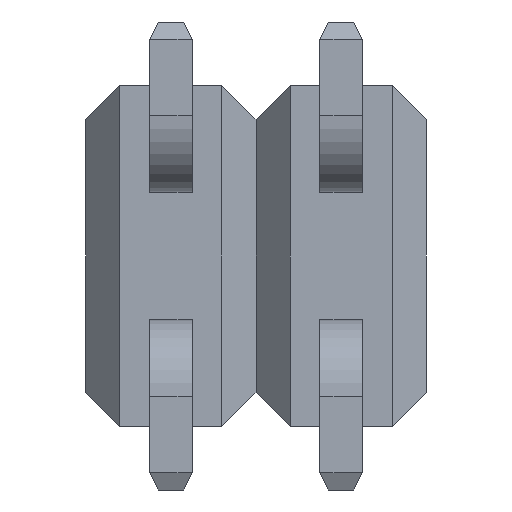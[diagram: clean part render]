
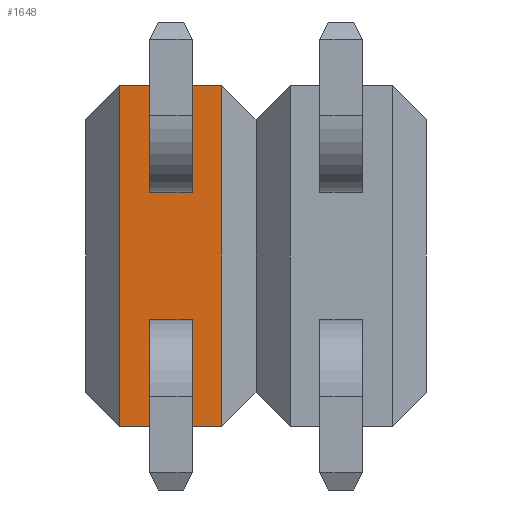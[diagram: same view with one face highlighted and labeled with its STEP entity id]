
A CAD part, front view. The second image highlights one B-rep face of the part: STEP entity #1648.
In plain terms, the highlighted planar face has unit normal (0, -1, 0).
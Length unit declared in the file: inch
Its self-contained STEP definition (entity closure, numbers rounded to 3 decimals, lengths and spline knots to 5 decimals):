
#13=DIRECTION('',(1.,0.,0.));
#14=VECTOR('',#13,0.06);
#15=CARTESIAN_POINT('',(-0.08,-0.045,-0.1));
#16=LINE('',#15,#14);
#149=DIRECTION('',(1.,0.,0.));
#150=VECTOR('',#149,0.06);
#151=CARTESIAN_POINT('',(-0.08,-0.045,0.1));
#152=LINE('',#151,#150);
#197=DIRECTION('',(0.,0.,1.));
#198=VECTOR('',#197,0.2);
#199=CARTESIAN_POINT('',(-0.02,-0.045,-0.1));
#200=LINE('',#199,#198);
#201=DIRECTION('',(0.,0.,1.));
#202=VECTOR('',#201,0.2);
#203=CARTESIAN_POINT('',(-0.08,-0.045,-0.1));
#204=LINE('',#203,#202);
#241=DIRECTION('',(0.,0.,1.));
#242=VECTOR('',#241,0.025);
#243=CARTESIAN_POINT('',(-0.0625,-0.045,-0.0625));
#244=LINE('',#243,#242);
#245=DIRECTION('',(1.,0.,0.));
#246=VECTOR('',#245,0.025);
#247=CARTESIAN_POINT('',(-0.0625,-0.045,-0.0625));
#248=LINE('',#247,#246);
#249=DIRECTION('',(0.,0.,1.));
#250=VECTOR('',#249,0.025);
#251=CARTESIAN_POINT('',(-0.0375,-0.045,-0.0625));
#252=LINE('',#251,#250);
#253=DIRECTION('',(1.,0.,0.));
#254=VECTOR('',#253,0.025);
#255=CARTESIAN_POINT('',(-0.0625,-0.045,-0.0375));
#256=LINE('',#255,#254);
#257=DIRECTION('',(0.,0.,1.));
#258=VECTOR('',#257,0.025);
#259=CARTESIAN_POINT('',(-0.0625,-0.045,0.0375));
#260=LINE('',#259,#258);
#261=DIRECTION('',(1.,0.,0.));
#262=VECTOR('',#261,0.025);
#263=CARTESIAN_POINT('',(-0.0625,-0.045,0.0375));
#264=LINE('',#263,#262);
#265=DIRECTION('',(0.,0.,1.));
#266=VECTOR('',#265,0.025);
#267=CARTESIAN_POINT('',(-0.0375,-0.045,0.0375));
#268=LINE('',#267,#266);
#269=DIRECTION('',(1.,0.,0.));
#270=VECTOR('',#269,0.025);
#271=CARTESIAN_POINT('',(-0.0625,-0.045,0.0625));
#272=LINE('',#271,#270);
#1065=CARTESIAN_POINT('',(-0.08,-0.045,-0.1));
#1066=CARTESIAN_POINT('',(-0.08,-0.045,0.1));
#1067=VERTEX_POINT('',#1065);
#1068=VERTEX_POINT('',#1066);
#1101=CARTESIAN_POINT('',(-0.02,-0.045,-0.1));
#1102=VERTEX_POINT('',#1101);
#1107=CARTESIAN_POINT('',(-0.02,-0.045,0.1));
#1108=VERTEX_POINT('',#1107);
#1209=CARTESIAN_POINT('',(-0.0625,-0.045,-0.0625));
#1210=CARTESIAN_POINT('',(-0.0625,-0.045,-0.0375));
#1211=VERTEX_POINT('',#1209);
#1212=VERTEX_POINT('',#1210);
#1213=CARTESIAN_POINT('',(-0.0625,-0.045,0.0375));
#1214=CARTESIAN_POINT('',(-0.0625,-0.045,0.0625));
#1215=VERTEX_POINT('',#1213);
#1216=VERTEX_POINT('',#1214);
#1217=CARTESIAN_POINT('',(-0.0375,-0.045,-0.0625));
#1218=CARTESIAN_POINT('',(-0.0375,-0.045,-0.0375));
#1219=VERTEX_POINT('',#1217);
#1220=VERTEX_POINT('',#1218);
#1221=CARTESIAN_POINT('',(-0.0375,-0.045,0.0375));
#1222=CARTESIAN_POINT('',(-0.0375,-0.045,0.0625));
#1223=VERTEX_POINT('',#1221);
#1224=VERTEX_POINT('',#1222);
#1615=CARTESIAN_POINT('',(-0.08,-0.045,-0.1));
#1616=DIRECTION('',(0.,-1.,0.));
#1617=DIRECTION('',(1.,0.,0.));
#1618=AXIS2_PLACEMENT_3D('',#1615,#1616,#1617);
#1619=PLANE('',#1618);
#1621=ORIENTED_EDGE('',*,*,#1620,.F.);
#1622=ORIENTED_EDGE('',*,*,#1380,.F.);
#1624=ORIENTED_EDGE('',*,*,#1623,.T.);
#1625=ORIENTED_EDGE('',*,*,#1550,.T.);
#1626=EDGE_LOOP('',(#1621,#1622,#1624,#1625));
#1627=FACE_OUTER_BOUND('',#1626,.F.);
#1629=ORIENTED_EDGE('',*,*,#1628,.F.);
#1631=ORIENTED_EDGE('',*,*,#1630,.T.);
#1633=ORIENTED_EDGE('',*,*,#1632,.T.);
#1635=ORIENTED_EDGE('',*,*,#1634,.F.);
#1636=EDGE_LOOP('',(#1629,#1631,#1633,#1635));
#1637=FACE_BOUND('',#1636,.F.);
#1639=ORIENTED_EDGE('',*,*,#1638,.F.);
#1641=ORIENTED_EDGE('',*,*,#1640,.T.);
#1643=ORIENTED_EDGE('',*,*,#1642,.T.);
#1645=ORIENTED_EDGE('',*,*,#1644,.F.);
#1646=EDGE_LOOP('',(#1639,#1641,#1643,#1645));
#1647=FACE_BOUND('',#1646,.F.);
#1648=ADVANCED_FACE('',(#1627,#1637,#1647),#1619,.T.);
#1380=EDGE_CURVE('',#1067,#1102,#16,.T.);
#1550=EDGE_CURVE('',#1068,#1108,#152,.T.);
#1620=EDGE_CURVE('',#1102,#1108,#200,.T.);
#1623=EDGE_CURVE('',#1067,#1068,#204,.T.);
#1628=EDGE_CURVE('',#1211,#1212,#244,.T.);
#1630=EDGE_CURVE('',#1211,#1219,#248,.T.);
#1632=EDGE_CURVE('',#1219,#1220,#252,.T.);
#1634=EDGE_CURVE('',#1212,#1220,#256,.T.);
#1638=EDGE_CURVE('',#1215,#1216,#260,.T.);
#1640=EDGE_CURVE('',#1215,#1223,#264,.T.);
#1642=EDGE_CURVE('',#1223,#1224,#268,.T.);
#1644=EDGE_CURVE('',#1216,#1224,#272,.T.);
